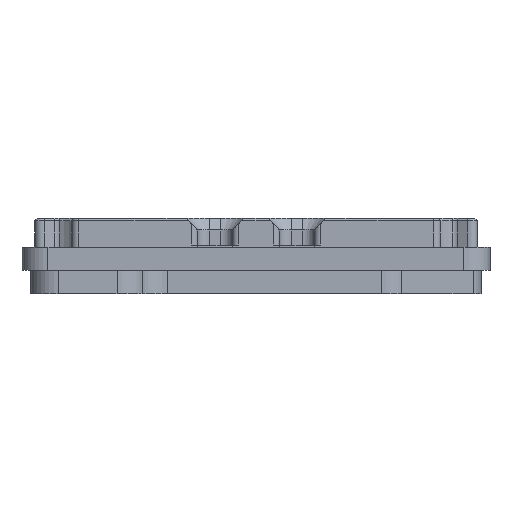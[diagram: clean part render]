
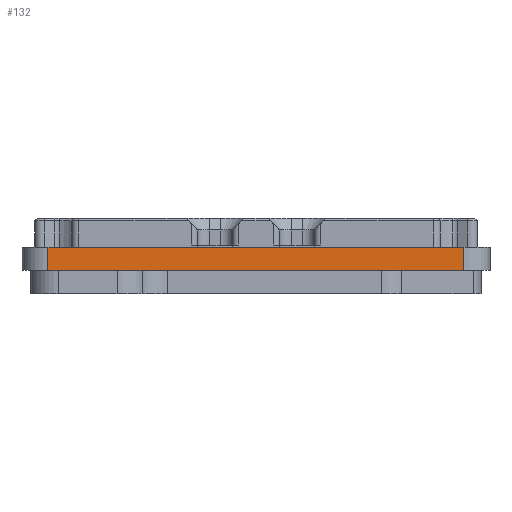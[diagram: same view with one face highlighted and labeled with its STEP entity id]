
A CAD part, left-side view. The second image highlights one B-rep face of the part: STEP entity #132.
In plain terms, the highlighted planar face has unit normal (-1, 0, 0).
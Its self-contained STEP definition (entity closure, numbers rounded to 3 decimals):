
#132=ADVANCED_FACE('',(#381),#2220,.T.);
#381=FACE_OUTER_BOUND('',#651,.F.);
#651=EDGE_LOOP('',(#1004,#1005,#1006,#1007));
#1004=ORIENTED_EDGE('',*,*,#2735,.T.);
#1005=ORIENTED_EDGE('',*,*,#2758,.F.);
#1006=ORIENTED_EDGE('',*,*,#2751,.F.);
#1007=ORIENTED_EDGE('',*,*,#2759,.T.);
#2220=PLANE('',#4767);
#2735=EDGE_CURVE('',#4357,#4359,#3312,.T.);
#2751=EDGE_CURVE('',#4341,#4342,#3316,.T.);
#2758=EDGE_CURVE('',#4342,#4359,#3320,.T.);
#2759=EDGE_CURVE('',#4341,#4357,#3321,.T.);
#3312=LINE('',#7111,#3768);
#3316=LINE('',#7127,#3772);
#3320=LINE('',#7134,#3776);
#3321=LINE('',#7135,#3777);
#3768=VECTOR('',#5220,36.);
#3772=VECTOR('',#5248,36.);
#3776=VECTOR('',#5258,2.);
#3777=VECTOR('',#5259,2.);
#4341=VERTEX_POINT('',#6539);
#4342=VERTEX_POINT('',#6540);
#4357=VERTEX_POINT('',#6555);
#4359=VERTEX_POINT('',#6557);
#4767=AXIS2_PLACEMENT_3D('',#7608,#5841,#5842);
#5220=DIRECTION('',(0.,-1.,0.));
#5248=DIRECTION('',(0.,-1.,0.));
#5258=DIRECTION('',(0.,0.,1.));
#5259=DIRECTION('',(0.,0.,1.));
#5841=DIRECTION('',(-1.,0.,0.));
#5842=DIRECTION('',(0.,-1.,0.));
#6539=CARTESIAN_POINT('',(-20.25,18.,0.));
#6540=CARTESIAN_POINT('',(-20.25,-18.,0.));
#6555=CARTESIAN_POINT('',(-20.25,18.,2.));
#6557=CARTESIAN_POINT('',(-20.25,-18.,2.));
#7111=CARTESIAN_POINT('',(-20.25,18.,2.));
#7127=CARTESIAN_POINT('',(-20.25,18.,0.));
#7134=CARTESIAN_POINT('',(-20.25,-18.,0.));
#7135=CARTESIAN_POINT('',(-20.25,18.,0.));
#7608=CARTESIAN_POINT('',(-20.25,18.36,-0.36));
